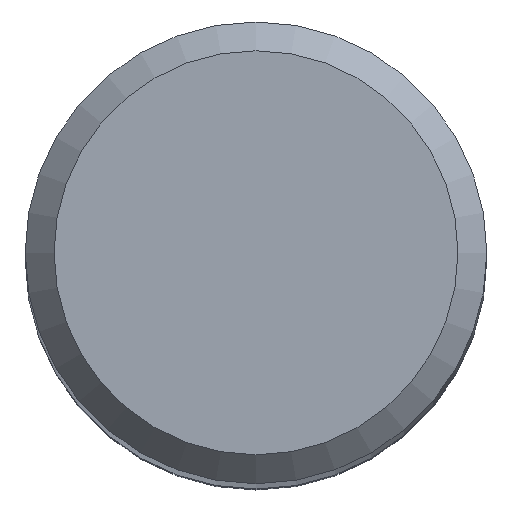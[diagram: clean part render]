
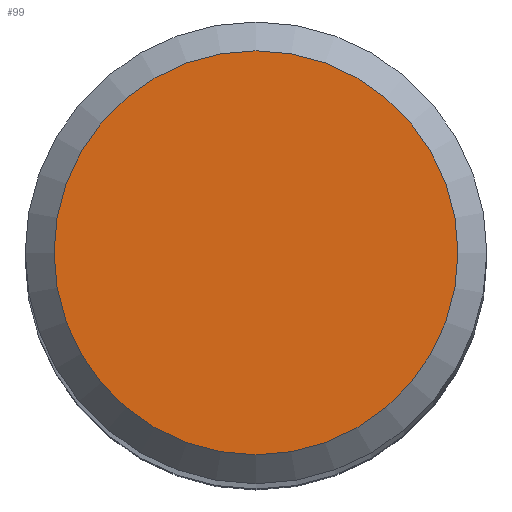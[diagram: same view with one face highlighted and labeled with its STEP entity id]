
A CAD part, top view. The second image highlights one B-rep face of the part: STEP entity #99.
In plain terms, the highlighted planar face has unit normal (0, 0, 1).
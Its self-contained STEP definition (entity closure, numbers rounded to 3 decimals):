
#13 = CARTESIAN_POINT ( 'NONE',  ( 0., 0., 63. ) ) ;
#22 = AXIS2_PLACEMENT_3D ( 'NONE', #13, #94, #236 ) ;
#28 = DIRECTION ( 'NONE',  ( 0., 1., 0. ) ) ;
#52 = AXIS2_PLACEMENT_3D ( 'NONE', #124, #109, #28 ) ;
#94 = DIRECTION ( 'NONE',  ( 0., 0., -1. ) ) ;
#99 = ADVANCED_FACE ( 'NONE', ( #127 ), #157, .F. ) ;
#109 = DIRECTION ( 'NONE',  ( 0., 0., -1. ) ) ;
#124 = CARTESIAN_POINT ( 'NONE',  ( 0., 0., 63. ) ) ;
#127 = FACE_OUTER_BOUND ( 'NONE', #203, .T. ) ;
#147 = VERTEX_POINT ( 'NONE', #196 ) ;
#154 = ORIENTED_EDGE ( 'NONE', *, *, #201, .F. ) ;
#157 = PLANE ( 'NONE',  #52 ) ;
#196 = CARTESIAN_POINT ( 'NONE',  ( 0., 3.5, 63. ) ) ;
#201 = EDGE_CURVE ( 'NONE', #147, #147, #216, .T. ) ;
#203 = EDGE_LOOP ( 'NONE', ( #154 ) ) ;
#216 = CIRCLE ( 'NONE', #22, 3.5 ) ;
#236 = DIRECTION ( 'NONE',  ( 0., 1., 0. ) ) ;
